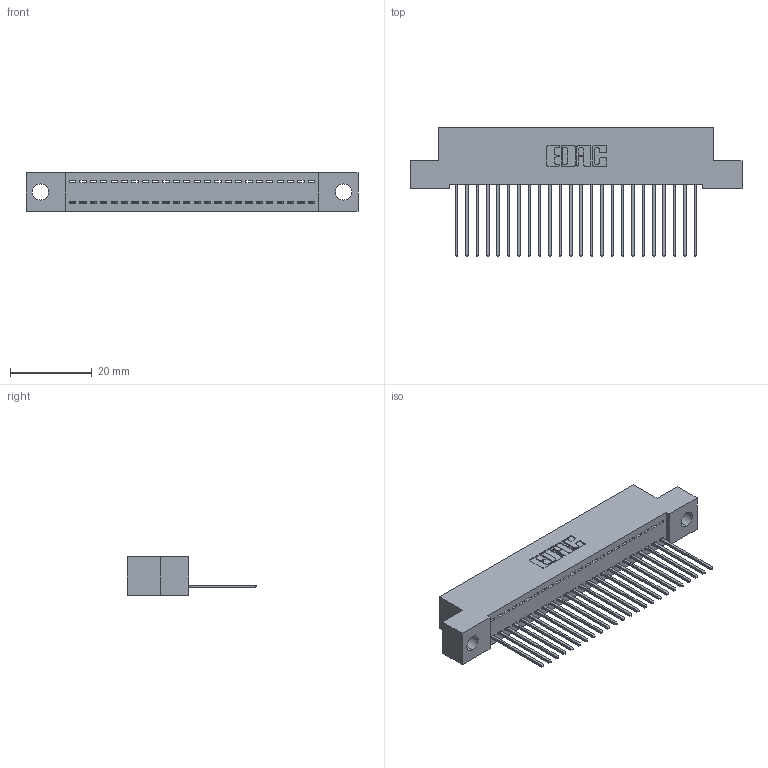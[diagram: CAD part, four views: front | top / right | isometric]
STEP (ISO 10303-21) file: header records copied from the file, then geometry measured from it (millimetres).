
FILE_DESCRIPTION (( 'STEP AP203' ), '1' );
FILE_NAME ('342-024-542-104.STEP', '2019-10-01T23:58:08', ( '' ), ( '' ), 'SwSTEP 2.0', 'SolidWorks 2016', '' );
FILE_SCHEMA (( 'CONFIG_CONTROL_DESIGN' ));
Length unit declared in the file: inch
Products named in the file (3): 342 Part_.156 TH; 345-292-001_345-293-142; 342-024-542-104
Assembly tree (25 placements, depth 2):
  342-024-542-104
    342 Part_.156 TH
    345-292-001_345-293-142  x24
Bounding box: 81.28 x 31.63 x 9.4 mm (x, y, z)
Volume: 7026.7 mm3; surface area: 10126.8 mm2
Topology: 25 solids, 25 shells, 1502 faces, 4523 edges, 2982 vertices
Faces by surface type: plane 1074, cylinder 428
Entity records: 16889 total; most frequent: CARTESIAN_POINT 2922, ORIENTED_EDGE 2882, DIRECTION 2501, EDGE_CURVE 1441, LINE 1313, VECTOR 1313, VERTEX_POINT 958, AXIS2_PLACEMENT_3D 594
